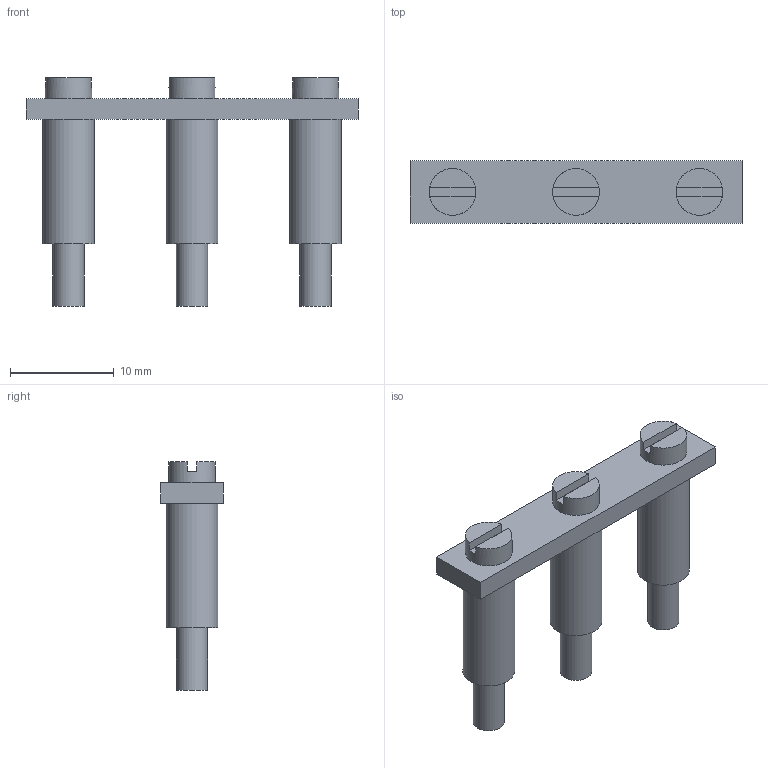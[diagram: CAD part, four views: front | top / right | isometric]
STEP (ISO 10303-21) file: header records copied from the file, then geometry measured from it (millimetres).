
FILE_DESCRIPTION(/* description */ (''),/* implementation_level */ '2;1');
FILE_NAME(/* name */ '2113_0_Q3_RK16.stp',/* time_stamp */ '2021-02-22T16:25:08+01:00',/* author */ (''),/* organization */ (''),/* preprocessor_version */ 'ST-DEVELOPER v16.7',/* originating_system */ 'SIEMENS PLM Software NX 12.0',/* authorisation */ '');
FILE_SCHEMA (('AUTOMOTIVE_DESIGN { 1 0 10303 214 3 1 1 1 }'));
Length unit declared in the file: millimetre
Products named in the file (1): 2113_0_Q3_RK16
Bounding box: 32 x 6 x 22 mm (x, y, z)
Volume: 1166.5 mm3; surface area: 2317.1 mm2
Topology: 7 solids, 7 shells, 54 faces, 102 edges, 68 vertices
Faces by surface type: plane 36, cylinder 18
Full cylindrical faces by diameter (mm): 2.7 x3, 3 x3, 3.4 x3, 3.5 x3, 4.5 x3, 5 x3
Entity records: 1340 total; most frequent: DIRECTION 236, CARTESIAN_POINT 201, ORIENTED_EDGE 162, AXIS2_PLACEMENT_3D 100, EDGE_LOOP 90, EDGE_CURVE 81, FACE_BOUND 68, VERTEX_POINT 65
